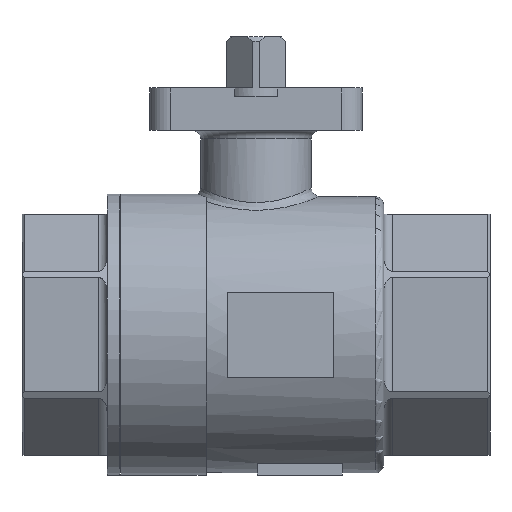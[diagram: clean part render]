
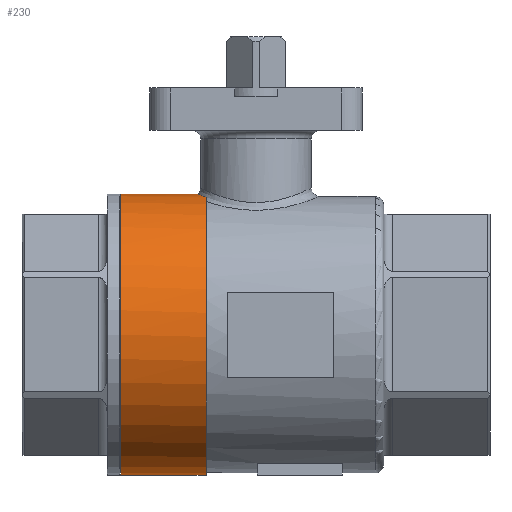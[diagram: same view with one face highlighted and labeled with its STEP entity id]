
A CAD part, left-side view. The second image highlights one B-rep face of the part: STEP entity #230.
In plain terms, the highlighted cylindrical face has radius 33 mm (diameter 66 mm), a full revolution.
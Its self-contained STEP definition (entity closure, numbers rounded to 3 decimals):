
#230 = ADVANCED_FACE( '', ( #555, #556 ), #557, .T. );
#555 = FACE_OUTER_BOUND( '', #2080, .T. );
#556 = FACE_OUTER_BOUND( '', #2081, .T. );
#557 = CYLINDRICAL_SURFACE( '', #2082, 33. );
#2080 = EDGE_LOOP( '', ( #2724, #2725 ) );
#2081 = EDGE_LOOP( '', ( #2726 ) );
#2082 = AXIS2_PLACEMENT_3D( '', #2727, #2728, #2729 );
#2724 = ORIENTED_EDGE( '', *, *, #3705, .F. );
#2725 = ORIENTED_EDGE( '', *, *, #3548, .T. );
#2726 = ORIENTED_EDGE( '', *, *, #3706, .T. );
#2727 = CARTESIAN_POINT( '', ( 0., -60., 0. ) );
#2728 = DIRECTION( '', ( 0., 1., 0. ) );
#2729 = DIRECTION( '', ( 0., 0., -1. ) );
#3548 = EDGE_CURVE( '', #4032, #4036, #4038, .T. );
#3705 = EDGE_CURVE( '', #4032, #4036, #4297, .T. );
#3706 = EDGE_CURVE( '', #4298, #4298, #4299, .T. );
#4032 = VERTEX_POINT( '', #4966 );
#4036 = VERTEX_POINT( '', #5194 );
#4038 = B_SPLINE_CURVE_WITH_KNOTS( '', 3, ( #5214, #5215, #5216, #5217, #5218, #5219, #5220, #5221, #5222, #5223, #5224, #5225, #5226, #5227, #5228, #5229, #5230, #5231, #5232, #5233, #5234, #5235, #5236, #5237, #5238, #5239, #5240, #5241, #5242, #5243, #5244, #5245, #5246, #5247, #5248, #5249, #5250, #5251, #5252, #5253, #5254 ), .UNSPECIFIED., .F., .F., ( 4, 1, 1, 2, 2, 2, 2, 1, 1, 1, 1, 2, 2, 2, 2, 1, 2, 1, 1, 2, 1, 2, 2, 1, 2, 4 ), ( 0.004, 0.005, 0.006, 0.007, 0.008, 0.008, 0.008, 0.008, 0.008, 0.009, 0.01, 0.011, 0.012, 0.012, 0.012, 0.012, 0.013, 0.014, 0.015, 0.016, 0.016, 0.016, 0.016, 0.016, 0.017, 0.018 ), .UNSPECIFIED. );
#4297 = CIRCLE( '', #5610, 33. );
#4298 = VERTEX_POINT( '', #5611 );
#4299 = CIRCLE( '', #5612, 33. );
#4966 = CARTESIAN_POINT( '', ( -6.696, 66.75, 32.313 ) );
#5194 = CARTESIAN_POINT( '', ( 6.696, 66.75, 32.313 ) );
#5214 = CARTESIAN_POINT( '', ( -6.696, 66.75, 32.313 ) );
#5215 = CARTESIAN_POINT( '', ( -6.447, 66.905, 32.365 ) );
#5216 = CARTESIAN_POINT( '', ( -5.939, 67.197, 32.464 ) );
#5217 = CARTESIAN_POINT( '', ( -5.152, 67.581, 32.599 ) );
#5218 = CARTESIAN_POINT( '', ( -4.612, 67.801, 32.677 ) );
#5219 = CARTESIAN_POINT( '', ( -4.062, 68.003, 32.75 ) );
#5220 = CARTESIAN_POINT( '', ( -3.783, 68.095, 32.784 ) );
#5221 = CARTESIAN_POINT( '', ( -3.358, 68.218, 32.829 ) );
#5222 = CARTESIAN_POINT( '', ( -3.215, 68.257, 32.843 ) );
#5223 = CARTESIAN_POINT( '', ( -3.035, 68.303, 32.86 ) );
#5224 = CARTESIAN_POINT( '', ( -2.999, 68.312, 32.864 ) );
#5225 = CARTESIAN_POINT( '', ( -2.926, 68.329, 32.87 ) );
#5226 = CARTESIAN_POINT( '', ( -2.818, 68.355, 32.88 ) );
#5227 = CARTESIAN_POINT( '', ( -2.42, 68.445, 32.913 ) );
#5228 = CARTESIAN_POINT( '', ( -1.766, 68.562, 32.957 ) );
#5229 = CARTESIAN_POINT( '', ( -0.889, 68.656, 32.992 ) );
#5230 = CARTESIAN_POINT( '', ( -0.301, 68.677, 33. ) );
#5231 = CARTESIAN_POINT( '', ( 0.29, 68.677, 33. ) );
#5232 = CARTESIAN_POINT( '', ( 0.586, 68.667, 32.996 ) );
#5233 = CARTESIAN_POINT( '', ( 0.921, 68.643, 32.987 ) );
#5234 = CARTESIAN_POINT( '', ( 0.958, 68.64, 32.986 ) );
#5235 = CARTESIAN_POINT( '', ( 1.032, 68.634, 32.984 ) );
#5236 = CARTESIAN_POINT( '', ( 1.069, 68.631, 32.983 ) );
#5237 = CARTESIAN_POINT( '', ( 1.181, 68.621, 32.979 ) );
#5238 = CARTESIAN_POINT( '', ( 1.403, 68.599, 32.971 ) );
#5239 = CARTESIAN_POINT( '', ( 1.624, 68.572, 32.96 ) );
#5240 = CARTESIAN_POINT( '', ( 2.063, 68.509, 32.937 ) );
#5241 = CARTESIAN_POINT( '', ( 2.643, 68.405, 32.898 ) );
#5242 = CARTESIAN_POINT( '', ( 3.496, 68.189, 32.818 ) );
#5243 = CARTESIAN_POINT( '', ( 4.054, 68.005, 32.751 ) );
#5244 = CARTESIAN_POINT( '', ( 4.469, 67.853, 32.696 ) );
#5245 = CARTESIAN_POINT( '', ( 4.641, 67.787, 32.672 ) );
#5246 = CARTESIAN_POINT( '', ( 4.811, 67.717, 32.647 ) );
#5247 = CARTESIAN_POINT( '', ( 4.88, 67.688, 32.637 ) );
#5248 = CARTESIAN_POINT( '', ( 4.914, 67.674, 32.632 ) );
#5249 = CARTESIAN_POINT( '', ( 5.016, 67.63, 32.617 ) );
#5250 = CARTESIAN_POINT( '', ( 5.353, 67.483, 32.564 ) );
#5251 = CARTESIAN_POINT( '', ( 5.682, 67.322, 32.508 ) );
#5252 = CARTESIAN_POINT( '', ( 6.197, 67.048, 32.414 ) );
#5253 = CARTESIAN_POINT( '', ( 6.449, 66.903, 32.365 ) );
#5254 = CARTESIAN_POINT( '', ( 6.696, 66.75, 32.313 ) );
#5610 = AXIS2_PLACEMENT_3D( '', #6281, #6282, #6283 );
#5611 = CARTESIAN_POINT( '', ( 0., 86.75, -33. ) );
#5612 = AXIS2_PLACEMENT_3D( '', #6284, #6285, #6286 );
#6281 = CARTESIAN_POINT( '', ( 0., 66.75, 0. ) );
#6282 = DIRECTION( '', ( 0., -1., 0. ) );
#6283 = DIRECTION( '', ( 0., 0., -1. ) );
#6284 = CARTESIAN_POINT( '', ( 0., 86.75, 0. ) );
#6285 = DIRECTION( '', ( 0., -1., 0. ) );
#6286 = DIRECTION( '', ( 0., 0., -1. ) );
